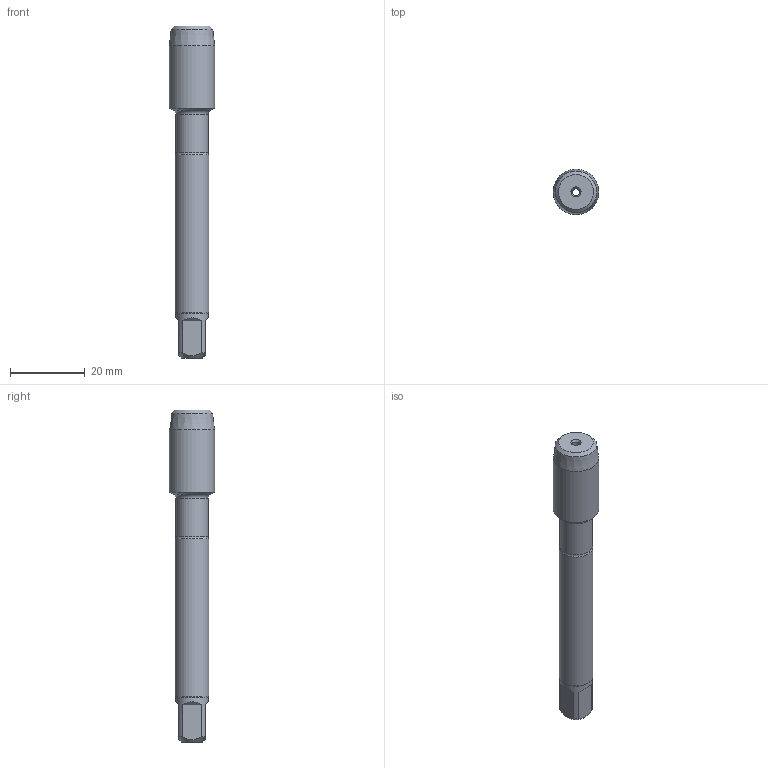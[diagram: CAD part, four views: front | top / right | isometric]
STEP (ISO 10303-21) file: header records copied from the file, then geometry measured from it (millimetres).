
FILE_DESCRIPTION(/* description */ (''),/* implementation_level */ '2;1');
FILE_NAME(/* name */ 'd602_20220506_044401_tb_1.stp',/* time_stamp */ '2022-05-06T04:46:18+02:00',/* author */ (''),/* organization */ ('SMS'),/* preprocessor_version */ 'ST-DEVELOPER v16.7',/* originating_system */ 'SIEMENS PLM Software NX 12.0',/* authorisation */ '');
FILE_SCHEMA (('AUTOMOTIVE_DESIGN { 1 0 10303 214 3 1 1 1 }'));
Length unit declared in the file: millimetre
Products named in the file (1): D602_20220506_044401_TB_1
Bounding box: 12.19 x 12.19 x 89 mm (x, y, z)
Volume: 6256.9 mm3; surface area: 3409.9 mm2
Topology: 1 solids, 1 shells, 25 faces, 123 edges, 169 vertices
Faces by surface type: plane 11, cylinder 6, cone 6, torus 2
Full cylindrical faces by diameter (mm): 2 x1, 3 x1, 8.64 x1, 8.7 x1, 9 x1, 12.195 x1
Entity records: 1250 total; most frequent: CARTESIAN_POINT 187, DIRECTION 175, ORIENTED_EDGE 80, LINE 73, VECTOR 73, STYLED_ITEM 70, PRESENTATION_STYLE_ASSIGNMENT 70, CURVE_STYLE 62
